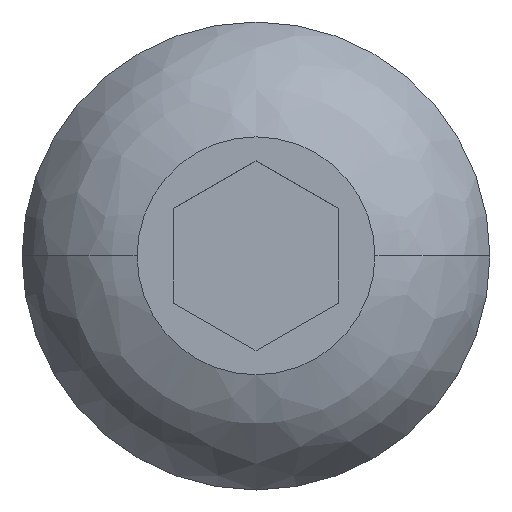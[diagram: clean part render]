
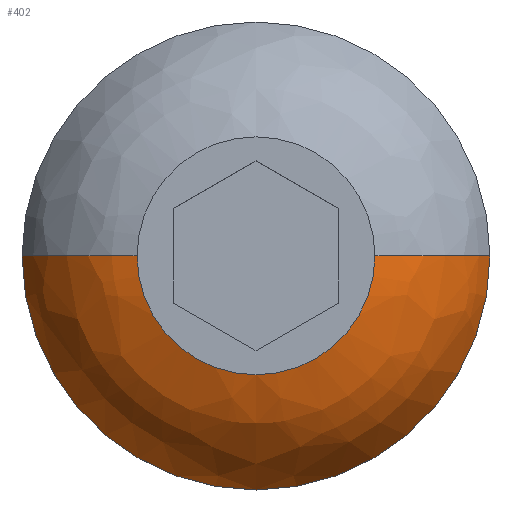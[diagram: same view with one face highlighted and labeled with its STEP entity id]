
A CAD part, top view. The second image highlights one B-rep face of the part: STEP entity #402.
In plain terms, the highlighted free-form (B-spline) face has degree [3, 3] with [7, 4] control points.
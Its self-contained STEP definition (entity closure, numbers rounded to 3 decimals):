
#58=CARTESIAN_POINT('',(0.,0.,1.65));
#59=DIRECTION('',(0.,0.,1.));
#60=DIRECTION('',(-1.,0.,0.));
#61=AXIS2_PLACEMENT_3D('',#58,#59,#60);
#84=CARTESIAN_POINT('',(-0.946,0.,-0.313));
#85=DIRECTION('',(0.,-1.,0.));
#86=DIRECTION('',(-0.248,0.,0.969));
#87=AXIS2_PLACEMENT_3D('',#84,#85,#86);
#89=CARTESIAN_POINT('',(0.,0.,0.38));
#90=DIRECTION('',(0.,0.,1.));
#91=DIRECTION('',(-1.,0.,0.));
#92=AXIS2_PLACEMENT_3D('',#89,#90,#91);
#99=CARTESIAN_POINT('',(0.946,0.,-0.313));
#100=DIRECTION('',(0.,1.,0.));
#101=DIRECTION('',(0.248,0.,0.969));
#102=AXIS2_PLACEMENT_3D('',#99,#100,#101);
#200=CARTESIAN_POINT('',(-2.85,0.,0.38));
#201=CARTESIAN_POINT('',(2.85,0.,0.38));
#202=VERTEX_POINT('',#200);
#203=VERTEX_POINT('',#201);
#226=CARTESIAN_POINT('',(1.449,0.,1.65));
#227=VERTEX_POINT('',#226);
#232=CARTESIAN_POINT('',(-1.449,0.,1.65));
#233=VERTEX_POINT('',#232);
#364=CARTESIAN_POINT('',(-2.857,0.18,
0.343));
#365=CARTESIAN_POINT('',(-2.627,0.165,1.017));
#366=CARTESIAN_POINT('',(-2.1,0.132,1.496));
#367=CARTESIAN_POINT('',(-1.408,0.089,1.659));
#368=CARTESIAN_POINT('',(-2.968,-1.579,
0.343));
#369=CARTESIAN_POINT('',(-2.729,-1.451,1.017));
#370=CARTESIAN_POINT('',(-2.181,-1.16,1.496));
#371=CARTESIAN_POINT('',(-1.462,-0.778,
1.659));
#372=CARTESIAN_POINT('',(-1.762,-2.863,
0.343));
#373=CARTESIAN_POINT('',(-1.62,-2.632,1.017));
#374=CARTESIAN_POINT('',(-1.295,-2.104,1.496));
#375=CARTESIAN_POINT('',(-0.868,-1.411,
1.659));
#376=CARTESIAN_POINT('',(0.,-2.863,0.343));
#377=CARTESIAN_POINT('',(0.,-2.632,1.017));
#378=CARTESIAN_POINT('',(0.,-2.104,1.496));
#379=CARTESIAN_POINT('',(0.,-1.411,1.659));
#380=CARTESIAN_POINT('',(1.762,-2.863,0.343));
#381=CARTESIAN_POINT('',(1.62,-2.632,1.017));
#382=CARTESIAN_POINT('',(1.295,-2.104,1.496));
#383=CARTESIAN_POINT('',(0.868,-1.411,1.659));
#384=CARTESIAN_POINT('',(2.968,-1.579,0.343));
#385=CARTESIAN_POINT('',(2.729,-1.451,1.017));
#386=CARTESIAN_POINT('',(2.181,-1.16,1.496));
#387=CARTESIAN_POINT('',(1.462,-0.778,1.659));
#388=CARTESIAN_POINT('',(2.857,0.18,0.343));
#389=CARTESIAN_POINT('',(2.627,0.165,1.017));
#390=CARTESIAN_POINT('',(2.1,0.132,1.496));
#391=CARTESIAN_POINT('',(1.408,0.089,1.659));
#392=(BOUNDED_SURFACE()B_SPLINE_SURFACE(3,3,((#364,#365,#366,#367),(#368,#369,
#370,#371),(#372,#373,#374,#375),(#376,#377,#378,#379),(#380,#381,#382,#383),(
#384,#385,#386,#387),(#388,#389,#390,#391)),.UNSPECIFIED.,.F.,.F.,.F.)B_SPLINE_SURFACE_WITH_KNOTS((4,3,4),(4,4),(0.,1.,2.),(0.,1.),.UNSPECIFIED.)GEOMETRIC_REPRESENTATION_ITEM()RATIONAL_B_SPLINE_SURFACE(((1.266,
1.161,1.161,1.266),(1.,
0.917,0.917,1.),(1.,
0.917,0.917,1.),(1.266,
1.161,1.161,1.266),(1.,
0.917,0.917,1.),(1.,
0.917,0.917,1.),(1.266,
1.161,1.161,1.266)))REPRESENTATION_ITEM('')SURFACE());
#394=ORIENTED_EDGE('',*,*,#393,.F.);
#395=ORIENTED_EDGE('',*,*,#349,.T.);
#397=ORIENTED_EDGE('',*,*,#396,.T.);
#399=ORIENTED_EDGE('',*,*,#398,.F.);
#400=EDGE_LOOP('',(#394,#395,#397,#399));
#401=FACE_OUTER_BOUND('',#400,.F.);
#402=ADVANCED_FACE('',(#401),#392,.T.);
#62=CIRCLE('',#61,1.449);
#88=CIRCLE('',#87,2.027);
#93=CIRCLE('',#92,2.85);
#103=CIRCLE('',#102,2.027);
#349=EDGE_CURVE('',#233,#227,#62,.T.);
#393=EDGE_CURVE('',#233,#202,#88,.T.);
#396=EDGE_CURVE('',#227,#203,#103,.T.);
#398=EDGE_CURVE('',#202,#203,#93,.T.);
